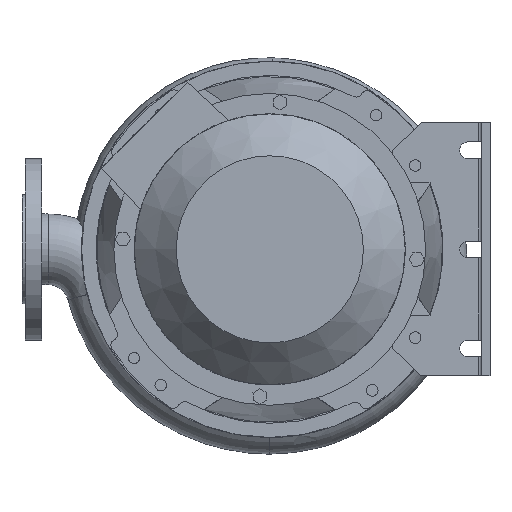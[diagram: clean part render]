
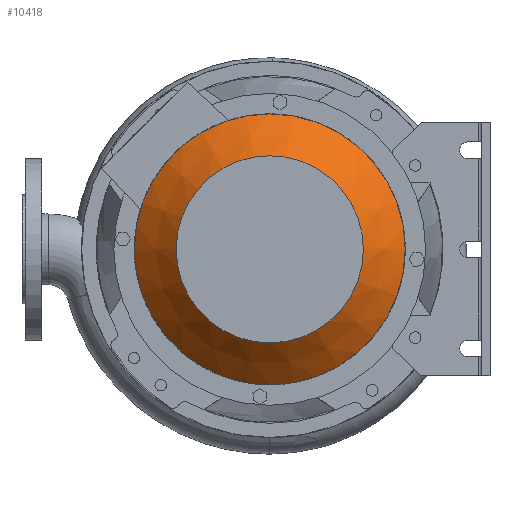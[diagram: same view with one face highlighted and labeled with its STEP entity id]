
A CAD part, left-side view. The second image highlights one B-rep face of the part: STEP entity #10418.
In plain terms, the highlighted conical face has half-angle 45 degrees and reference radius 104 mm.
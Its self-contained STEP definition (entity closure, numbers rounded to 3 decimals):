
#18=CONICAL_SURFACE('',#11211,104.,45.);
#450=FACE_BOUND('',#1960,.T.);
#1321=FACE_OUTER_BOUND('',#1959,.T.);
#1959=EDGE_LOOP('',(#9661));
#1960=EDGE_LOOP('',(#9662));
#4182=CIRCLE('',#11210,123.);
#4183=CIRCLE('',#11212,85.);
#5200=VERTEX_POINT('',#18938);
#5201=VERTEX_POINT('',#18941);
#6698=EDGE_CURVE('',#5200,#5200,#4182,.T.);
#6699=EDGE_CURVE('',#5201,#5201,#4183,.T.);
#9661=ORIENTED_EDGE('',*,*,#6699,.F.);
#9662=ORIENTED_EDGE('',*,*,#6698,.T.);
#10418=ADVANCED_FACE('',(#1321,#450),#18,.T.);
#11210=AXIS2_PLACEMENT_3D('',#18939,#13726,#13727);
#11211=AXIS2_PLACEMENT_3D('',#18940,#13728,#13729);
#11212=AXIS2_PLACEMENT_3D('',#18942,#13730,#13731);
#13726=DIRECTION('center_axis',(-1.,0.,0.));
#13727=DIRECTION('ref_axis',(0.,0.,1.));
#13728=DIRECTION('center_axis',(1.,0.,0.));
#13729=DIRECTION('ref_axis',(0.,1.,0.));
#13730=DIRECTION('center_axis',(-1.,0.,0.));
#13731=DIRECTION('ref_axis',(0.,0.,1.));
#18938=CARTESIAN_POINT('',(-583.,303.,0.));
#18939=CARTESIAN_POINT('Origin',(-583.,180.,0.));
#18940=CARTESIAN_POINT('Origin',(-602.,180.,0.));
#18941=CARTESIAN_POINT('',(-621.,265.,0.));
#18942=CARTESIAN_POINT('Origin',(-621.,180.,0.));
